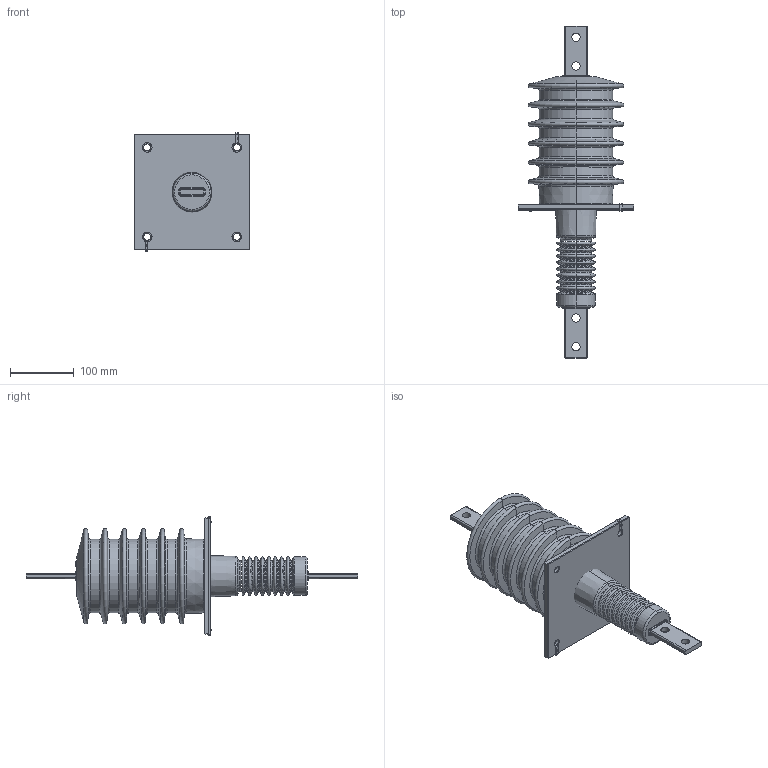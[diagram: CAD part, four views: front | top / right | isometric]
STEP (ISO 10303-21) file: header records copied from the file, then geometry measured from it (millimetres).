
FILE_DESCRIPTION (( 'STEP AP203' ), '1' );
FILE_NAME ('认嗡-10 III (赈噤疣蝽 綦囗弼).STEP', '2016-11-03T04:44:32', ( '' ), ( '' ), 'SwSTEP 2.0', 'SolidWorks 2010', '' );
FILE_SCHEMA (( 'CONFIG_CONTROL_DESIGN' ));
Length unit declared in the file: millimetre
Products named in the file (1): 认嗡-10 III (赈噤疣蝽 綦囗弼)
Bounding box: 180 x 519 x 184.7 mm (x, y, z)
Surface area: 299942.6 mm2 (no closed solid volume)
Topology: 0 solids, 12 shells, 321 faces, 818 edges, 500 vertices
Faces by surface type: torus 104, cylinder 77, cone 76, plane 64
Entity records: 9816 total; most frequent: DIRECTION 1890, CARTESIAN_POINT 1760, ORIENTED_EDGE 1476, EDGE_CURVE 818, AXIS2_PLACEMENT_3D 774, VERTEX_POINT 500, CIRCLE 452, EDGE_LOOP 356
